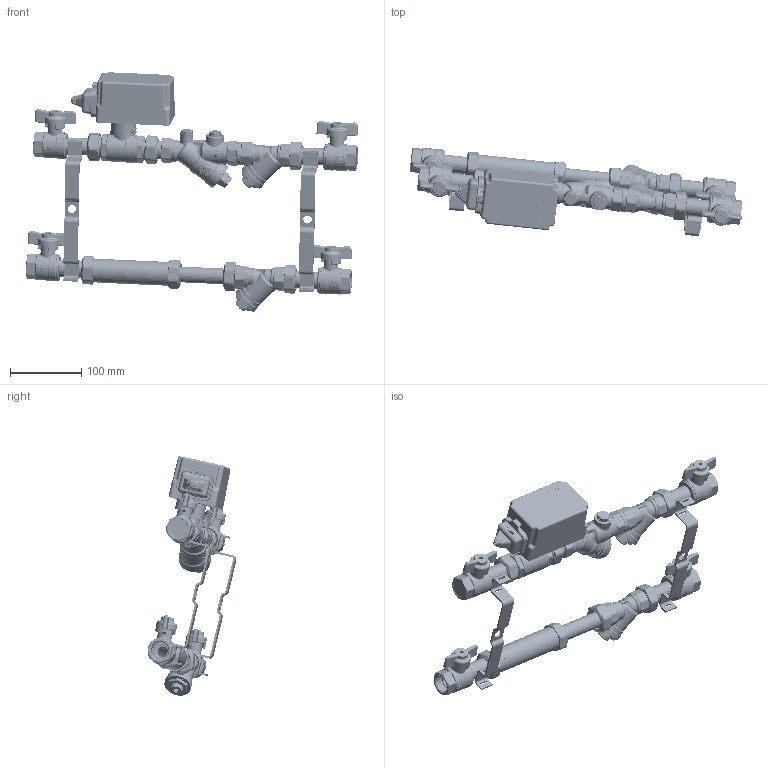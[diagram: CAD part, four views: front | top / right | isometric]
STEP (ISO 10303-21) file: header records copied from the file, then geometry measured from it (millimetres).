
FILE_DESCRIPTION(('CATIA V5 STEP Exchange','CAx-IF Rec.Pracs.--- Model Styling and Organization---1.4--- 2014-01-23','CAx-IF Rec.Pracs.---3D Tessellated Data Validation Properties---0.5---2014-09-14'),'2;1');
FILE_NAME('STEP_790052_-_TST.stp','2020-05-29T14:55:08+00:00',('none'),('none'),'CATIA Version 5-6 Release 2019 SP3','CATIA V5 STEP AP242 v1','none');
FILE_SCHEMA(('AP242_MANAGED_MODEL_BASED_3D_ENGINEERING_MIM_LF {1 0 10303 442 1 1 4}'));
Products named in the file (1): 790052 - TST
Bounding box: 464.95 x 124.48 x 335.37 mm (x, y, z)
Volume: 958899.3 mm3; surface area: 361642.5 mm2
Topology: 5 solids, 55 shells, 16051 faces, 40911 edges, 24227 vertices
Faces by surface type: bspline 6448, plane 3710, cylinder 3238, cone 1042, sphere 761, torus 757, extrusion 90, revolution 5
Entity records: 808148 total; most frequent: CARTESIAN_POINT 486739, ORIENTED_EDGE 79986, EDGE_CURVE 39993, DIRECTION 33366, VERTEX_POINT 24224, B_SPLINE_CURVE_WITH_KNOTS 18952, EDGE_LOOP 16482, AXIS2_PLACEMENT_3D 16259
